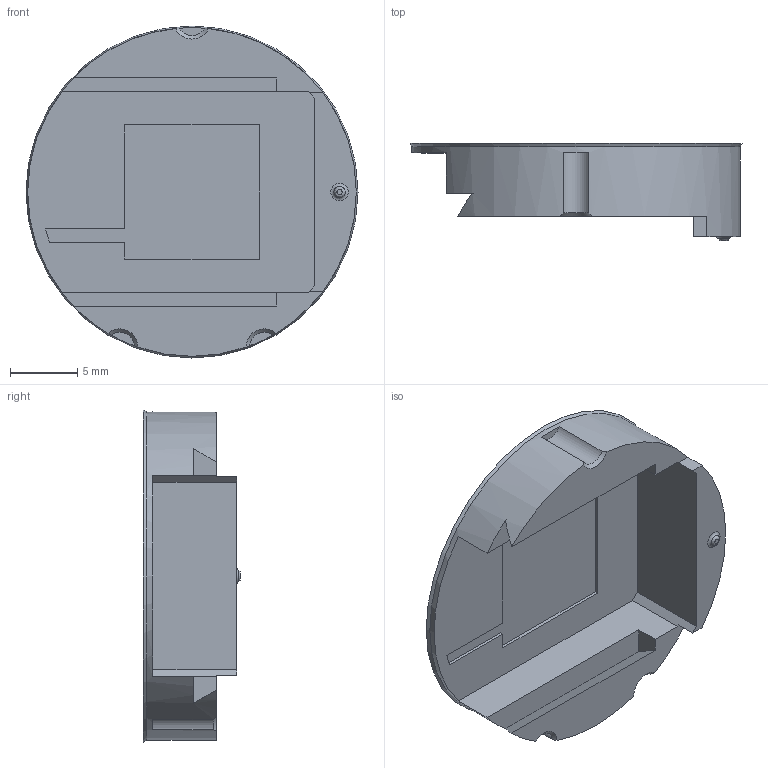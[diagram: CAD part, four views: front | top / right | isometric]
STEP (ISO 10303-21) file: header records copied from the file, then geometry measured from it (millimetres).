
FILE_DESCRIPTION(/* description */ (''),/* implementation_level */ '2;1');
FILE_NAME(/* name */ 'bottom1_2.stp',/* time_stamp */ '2015-07-22T15:46:39+02:00',/* author */ ('MathieuLe Goc'),/* organization */ (''),/* preprocessor_version */ 'ST-DEVELOPER v15.6',/* originating_system */ 'Autodesk Inventor 2015',/* authorisation */ '');
FILE_SCHEMA (('AUTOMOTIVE_DESIGN { 1 0 10303 214 3 1 1 }'));
Length unit declared in the file: millimetre
Products named in the file (1): bottom1_2
Bounding box: 24.75 x 7.25 x 24.75 mm (x, y, z)
Volume: 1038.2 mm3; surface area: 1643.1 mm2
Topology: 1 solids, 1 shells, 41 faces, 110 edges, 73 vertices
Faces by surface type: plane 30, cylinder 5, cone 4, bspline 1, torus 1
Full cylindrical faces by diameter (mm): 24.5 x1
Entity records: 1342 total; most frequent: CARTESIAN_POINT 303, ORIENTED_EDGE 210, DIRECTION 208, EDGE_CURVE 105, VERTEX_POINT 71, AXIS2_PLACEMENT_3D 70, LINE 68, VECTOR 68
